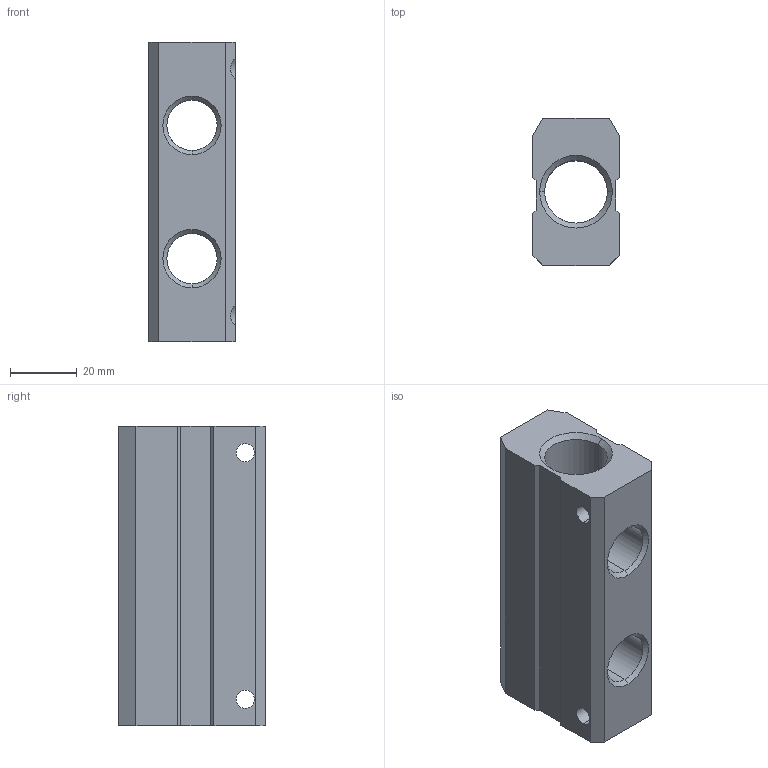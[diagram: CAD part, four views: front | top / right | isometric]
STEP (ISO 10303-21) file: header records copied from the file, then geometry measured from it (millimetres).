
FILE_DESCRIPTION (( 'STEP AP214' ), '1' );
FILE_NAME ('060480011ES00A.step', '2018-11-16T13:48:21', ( 'AIGNEP' ), ( 'Hewlett-Packard Company' ), 'SwSTEP 2.0', 'SolidWorks 2016', '' );
FILE_SCHEMA (( 'AUTOMOTIVE_DESIGN' ));
Length unit declared in the file: millimetre
Products named in the file (1): 060480011ES00A
Bounding box: 26 x 44 x 90 mm (x, y, z)
Volume: 62457.4 mm3; surface area: 20877.5 mm2
Topology: 1 solids, 1 shells, 56 faces, 144 edges, 92 vertices
Faces by surface type: cylinder 22, plane 22, cone 12
Entity records: 2256 total; most frequent: CARTESIAN_POINT 675, DIRECTION 298, ORIENTED_EDGE 288, EDGE_CURVE 144, AXIS2_PLACEMENT_3D 107, VERTEX_POINT 92, LINE 84, VECTOR 84
